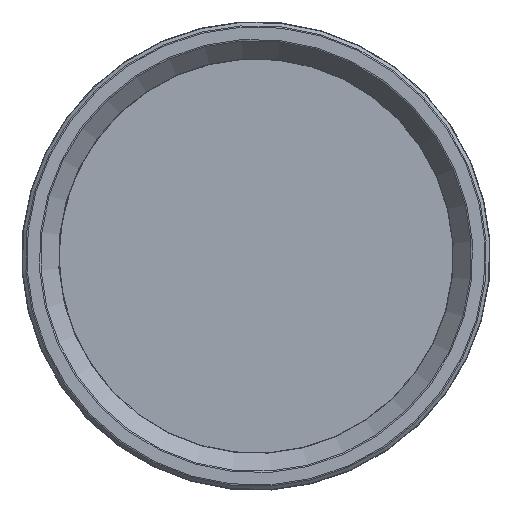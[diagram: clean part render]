
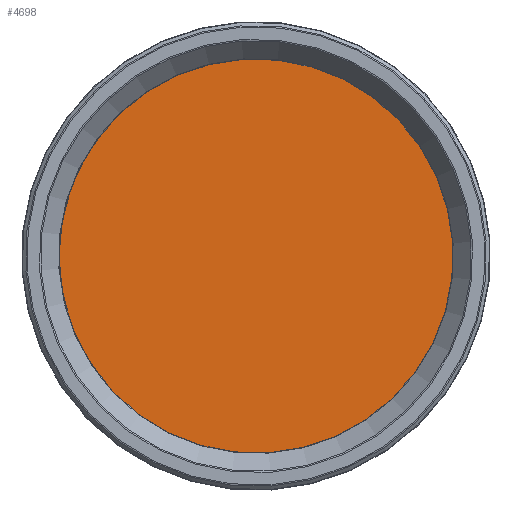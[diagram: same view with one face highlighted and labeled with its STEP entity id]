
A CAD part, top view. The second image highlights one B-rep face of the part: STEP entity #4698.
In plain terms, the highlighted planar face has unit normal (0, 0, 1).
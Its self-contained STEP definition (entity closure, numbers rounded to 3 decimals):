
#4698=ADVANCED_FACE('',(#9183),#9185,.T.);
#9183=FACE_BOUND('',#9184,.T.);
#9184=EDGE_LOOP('',(#12769));
#9185=PLANE('',#9186);
#9186=AXIS2_PLACEMENT_3D('',#9187,#9188,#9189);
#9187=CARTESIAN_POINT('',(0.,0.,14.4));
#9188=DIRECTION('',(0.,0.,1.));
#9189=DIRECTION('',(0.,1.,0.));
#12769=ORIENTED_EDGE('',*,*,#14552,.T.);
#14552=EDGE_CURVE('',#17521,#17521,#17522,.T.);
#17521=VERTEX_POINT('',#26036);
#17522=CIRCLE('',#26037,22.1);
#26036=CARTESIAN_POINT('',(0.,22.1,14.4));
#26037=AXIS2_PLACEMENT_3D('',#26038,#26039,#26040);
#26038=CARTESIAN_POINT('',(0.,0.,14.4));
#26039=DIRECTION('',(0.,0.,1.));
#26040=DIRECTION('',(0.,1.,0.));
